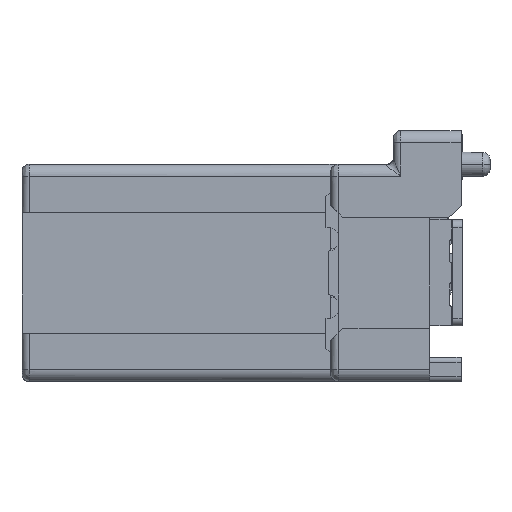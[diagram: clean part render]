
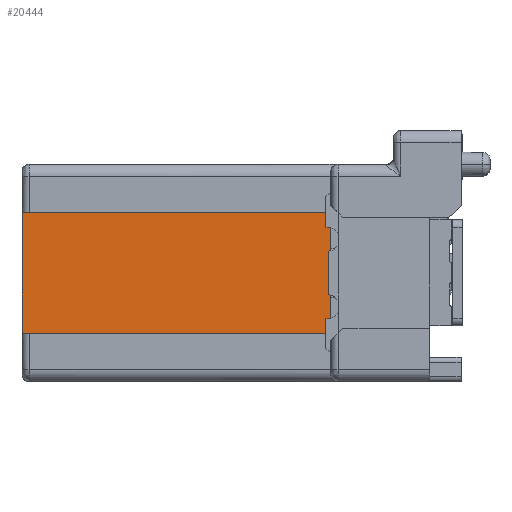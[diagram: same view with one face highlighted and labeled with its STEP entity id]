
A CAD part, left-side view. The second image highlights one B-rep face of the part: STEP entity #20444.
In plain terms, the highlighted planar face has unit normal (-1, 0, 0).
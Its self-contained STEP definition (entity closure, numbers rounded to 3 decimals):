
#3252=DIRECTION('',(0.,0.,1.));
#3253=VECTOR('',#3252,5.);
#3254=CARTESIAN_POINT('',(-9.15,15.383,-2.7));
#3255=LINE('',#3254,#3253);
#3563=DIRECTION('',(0.,0.,-1.));
#3564=VECTOR('',#3563,5.);
#3565=CARTESIAN_POINT('',(-9.15,2.6,2.3));
#3566=LINE('',#3565,#3564);
#3600=DIRECTION('',(0.,1.,0.));
#3601=VECTOR('',#3600,12.783);
#3602=CARTESIAN_POINT('',(-9.15,2.6,-2.7));
#3603=LINE('',#3602,#3601);
#3768=DIRECTION('',(0.,-1.,0.));
#3769=VECTOR('',#3768,12.783);
#3770=CARTESIAN_POINT('',(-9.15,15.383,2.3));
#3771=LINE('',#3770,#3769);
#12220=CARTESIAN_POINT('',(-9.15,2.6,2.3));
#12221=CARTESIAN_POINT('',(-9.15,2.6,-2.7));
#12222=VERTEX_POINT('',#12220);
#12223=VERTEX_POINT('',#12221);
#12224=CARTESIAN_POINT('',(-9.15,15.383,2.3));
#12225=VERTEX_POINT('',#12224);
#12244=CARTESIAN_POINT('',(-9.15,15.383,-2.7));
#12245=VERTEX_POINT('',#12244);
#20433=CARTESIAN_POINT('',(-9.15,-5.15,-8.75));
#20434=DIRECTION('',(-1.,0.,0.));
#20435=DIRECTION('',(0.,0.,-1.));
#20436=AXIS2_PLACEMENT_3D('',#20433,#20434,#20435);
#20437=PLANE('',#20436);
#20438=ORIENTED_EDGE('',*,*,#20426,.T.);
#20439=ORIENTED_EDGE('',*,*,#20162,.T.);
#20440=ORIENTED_EDGE('',*,*,#20189,.T.);
#20441=ORIENTED_EDGE('',*,*,#19624,.T.);
#20442=EDGE_LOOP('',(#20438,#20439,#20440,#20441));
#20443=FACE_OUTER_BOUND('',#20442,.F.);
#20444=ADVANCED_FACE('',(#20443),#20437,.T.);
#19624=EDGE_CURVE('',#12245,#12225,#3255,.T.);
#20162=EDGE_CURVE('',#12222,#12223,#3566,.T.);
#20189=EDGE_CURVE('',#12223,#12245,#3603,.T.);
#20426=EDGE_CURVE('',#12225,#12222,#3771,.T.);
